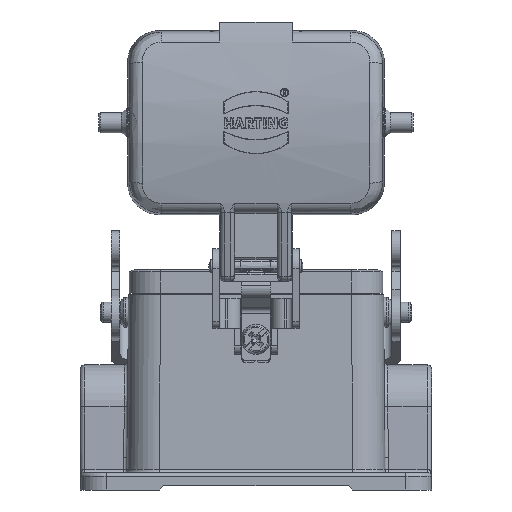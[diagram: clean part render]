
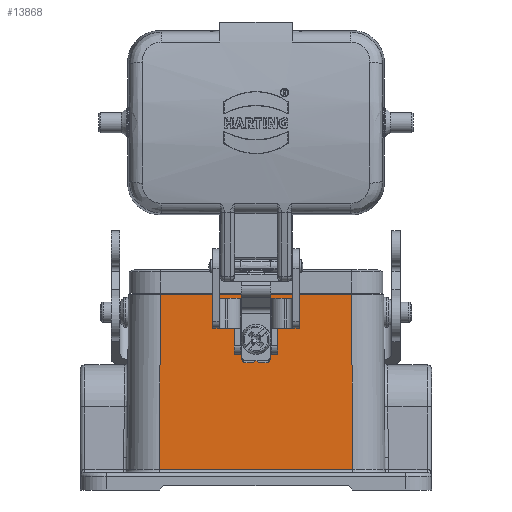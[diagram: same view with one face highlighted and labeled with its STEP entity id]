
A CAD part, front view. The second image highlights one B-rep face of the part: STEP entity #13868.
In plain terms, the highlighted planar face has unit normal (0, -1, 0.006).
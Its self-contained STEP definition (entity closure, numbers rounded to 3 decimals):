
#13786=CARTESIAN_POINT('',(45.1,-21.75,-35.95));
#13787=DIRECTION('',(0.0,-1.,0.006));
#13788=DIRECTION('',(0.0,-0.006,-1.));
#13789=AXIS2_PLACEMENT_3D('',#13786,#13787,#13788);
#13790=PLANE('',#13789);
#13791=CARTESIAN_POINT('',(-22.3,-21.5,5.7));
#13792=VERTEX_POINT('',#13791);
#13793=CARTESIAN_POINT('',(-22.594,-21.745,-35.155));
#13794=VERTEX_POINT('',#13793);
#13795=CARTESIAN_POINT('',(-22.3,-21.5,5.7));
#13796=DIRECTION('',(-0.007,-0.006,-1.));
#13797=VECTOR('',#13796,40.857);
#13798=LINE('',#13795,#13797);
#13799=EDGE_CURVE('',#13792,#13794,#13798,.T.);
#13800=ORIENTED_EDGE('',*,*,#13799,.T.);
#13801=CARTESIAN_POINT('',(22.594,-21.745,-35.155));
#13802=VERTEX_POINT('',#13801);
#13803=CARTESIAN_POINT('',(-22.594,-21.745,-35.155));
#13804=DIRECTION('',(1.0,0.0,0.0));
#13805=VECTOR('',#13804,45.189);
#13806=LINE('',#13803,#13805);
#13807=EDGE_CURVE('',#13794,#13802,#13806,.T.);
#13808=ORIENTED_EDGE('',*,*,#13807,.T.);
#13809=CARTESIAN_POINT('',(22.3,-21.5,5.7));
#13810=VERTEX_POINT('',#13809);
#13811=CARTESIAN_POINT('',(22.594,-21.745,-35.155));
#13812=DIRECTION('',(-0.007,0.006,1.));
#13813=VECTOR('',#13812,40.857);
#13814=LINE('',#13811,#13813);
#13815=EDGE_CURVE('',#13802,#13810,#13814,.T.);
#13816=ORIENTED_EDGE('',*,*,#13815,.T.);
#13817=CARTESIAN_POINT('',(1.6,-21.5,5.7));
#13818=VERTEX_POINT('',#13817);
#13819=CARTESIAN_POINT('',(22.3,-21.5,5.7));
#13820=DIRECTION('',(-1.0,0.0,0.0));
#13821=VECTOR('',#13820,20.7);
#13822=LINE('',#13819,#13821);
#13823=EDGE_CURVE('',#13810,#13818,#13822,.T.);
#13824=ORIENTED_EDGE('',*,*,#13823,.T.);
#13825=CARTESIAN_POINT('',(1.6,-21.528,1.0));
#13826=VERTEX_POINT('',#13825);
#13827=CARTESIAN_POINT('',(1.6,-21.528,1.0));
#13828=DIRECTION('',(0.,0.006,1.));
#13829=VECTOR('',#13828,4.7);
#13830=LINE('',#13827,#13829);
#13831=EDGE_CURVE('',#13826,#13818,#13830,.T.);
#13832=ORIENTED_EDGE('',*,*,#13831,.F.);
#13833=CARTESIAN_POINT('',(-1.6,-21.528,1.0));
#13834=VERTEX_POINT('',#13833);
#13835=CARTESIAN_POINT('',(-1.6,-21.528,1.0));
#13836=DIRECTION('',(1.0,0.0,0.0));
#13837=VECTOR('',#13836,3.2);
#13838=LINE('',#13835,#13837);
#13839=EDGE_CURVE('',#13834,#13826,#13838,.T.);
#13840=ORIENTED_EDGE('',*,*,#13839,.F.);
#13841=CARTESIAN_POINT('',(-1.6,-21.5,5.7));
#13842=VERTEX_POINT('',#13841);
#13843=CARTESIAN_POINT('',(-1.6,-21.5,5.7));
#13844=DIRECTION('',(0.,-0.006,-1.));
#13845=VECTOR('',#13844,4.7);
#13846=LINE('',#13843,#13845);
#13847=EDGE_CURVE('',#13842,#13834,#13846,.T.);
#13848=ORIENTED_EDGE('',*,*,#13847,.F.);
#13849=CARTESIAN_POINT('',(-1.6,-21.5,5.7));
#13850=DIRECTION('',(-1.0,0.0,0.0));
#13851=VECTOR('',#13850,20.7);
#13852=LINE('',#13849,#13851);
#13853=EDGE_CURVE('',#13842,#13792,#13852,.T.);
#13854=ORIENTED_EDGE('',*,*,#13853,.T.);
#13855=EDGE_LOOP('',(#13800,#13808,#13816,#13824,#13832,#13840,#13848,#13854));
#13856=FACE_OUTER_BOUND('',#13855,.T.);
#13857=CARTESIAN_POINT('',(0.,-21.551,-2.75));
#13858=VERTEX_POINT('',#13857);
#13859=CARTESIAN_POINT('',(0.,-21.563,-4.75));
#13860=DIRECTION('',(0.,1.,-0.006));
#13861=DIRECTION('',(0.,0.006,1.));
#13862=AXIS2_PLACEMENT_3D('',#13859,#13860,#13861);
#13863=ELLIPSE('',#13862,2.,2.);
#13864=EDGE_CURVE('',#13858,#13858,#13863,.T.);
#13865=ORIENTED_EDGE('',*,*,#13864,.T.);
#13866=EDGE_LOOP('',(#13865));
#13867=FACE_BOUND('',#13866,.T.);
#13868=ADVANCED_FACE('',(#13856,#13867),#13790,.T.);
